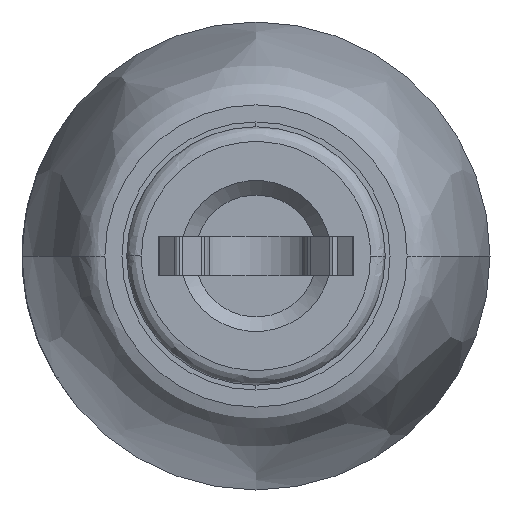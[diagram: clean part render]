
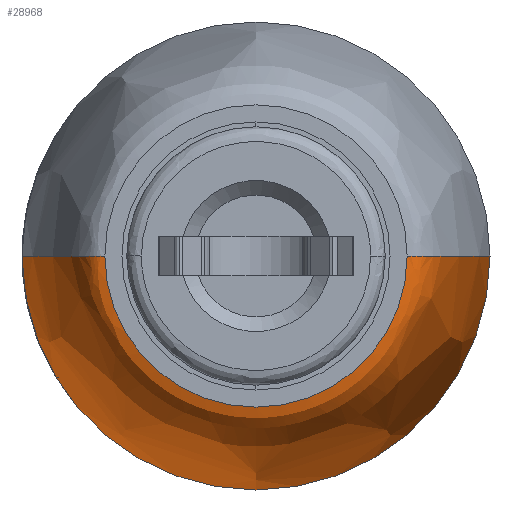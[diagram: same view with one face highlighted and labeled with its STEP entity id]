
A CAD part, left-side view. The second image highlights one B-rep face of the part: STEP entity #28968.
In plain terms, the highlighted free-form (B-spline) face has degree [3, 3] with [6, 4] control points.
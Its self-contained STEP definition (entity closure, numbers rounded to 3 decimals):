
#387 = CARTESIAN_POINT ( 'NONE',  ( 13.822, 0., -4.8 ) ) ;
#452 = ORIENTED_EDGE ( 'NONE', *, *, #20338, .F. ) ;
#572 = CIRCLE ( 'NONE', #31646, 4.8 ) ;
#655 = CARTESIAN_POINT ( 'NONE',  ( 13.822, 4.8, 0. ) ) ;
#1197 = CARTESIAN_POINT ( 'NONE',  ( 13.822, -4.8, 0. ) ) ;
#1431 = CARTESIAN_POINT ( 'NONE',  ( 10.153, -4.759, 0. ) ) ;
#1776 = CARTESIAN_POINT ( 'NONE',  ( 6.753, -4.294, -8.588 ) ) ;
#1788 = DIRECTION ( 'NONE',  ( 0., 0., 1. ) ) ;
#1803 = CARTESIAN_POINT ( 'NONE',  ( 13.822, 0., 0. ) ) ;
#1969 = CARTESIAN_POINT ( 'NONE',  ( 13.398, -4.8, 0. ) ) ;
#2458 = CARTESIAN_POINT ( 'NONE',  ( 6.753, 4.294, 0. ) ) ;
#3914 = FACE_OUTER_BOUND ( 'NONE', #17671, .T. ) ;
#4161 = CARTESIAN_POINT ( 'NONE',  ( 4.822, 3.1, 0. ) ) ;
#4283 = CARTESIAN_POINT ( 'NONE',  ( 10.153, -4.759, -9.518 ) ) ;
#4640 = CARTESIAN_POINT ( 'NONE',  ( 10.153, 4.759, 0. ) ) ;
#4711 = CARTESIAN_POINT ( 'NONE',  ( 4.822, -3.1, 0. ) ) ;
#5324 = VERTEX_POINT ( 'NONE', #655 ) ;
#7343 = DIRECTION ( 'NONE',  ( -1., 0., 0. ) ) ;
#7367 = CARTESIAN_POINT ( 'NONE',  ( 10.153, -4.759, 0. ) ) ;
#7764 = B_SPLINE_CURVE_WITH_KNOTS ( 'NONE', 3,
 ( #29090, #32047, #13194, #2458, #26582, #32282 ),
 .UNSPECIFIED., .F., .F.,
 ( 4, 1, 1, 4 ),
 ( 0., 0.429, 0.529, 1. ),
 .UNSPECIFIED. ) ;
#9548 = CARTESIAN_POINT ( 'NONE',  ( 4.822, -3.71, 0. ) ) ;
#9670 = CARTESIAN_POINT ( 'NONE',  ( 4.822, -3.1, -6.2 ) ) ;
#10052 = DIRECTION ( 'NONE',  ( 0., 0., 1. ) ) ;
#10511 = EDGE_CURVE ( 'NONE', #5324, #33823, #7764, .T. ) ;
#11149 = VERTEX_POINT ( 'NONE', #387 ) ;
#11270 = AXIS2_PLACEMENT_3D ( 'NONE', #31747, #26051, #1788 ) ;
#12563 = CIRCLE ( 'NONE', #35115, 3.1 ) ;
#12597 = CARTESIAN_POINT ( 'NONE',  ( 13.822, -4.8, 0. ) ) ;
#12644 = CARTESIAN_POINT ( 'NONE',  ( 13.398, -4.8, 0. ) ) ;
#12759 = CARTESIAN_POINT ( 'NONE',  ( 13.398, 4.8, 0. ) ) ;
#12897 = VERTEX_POINT ( 'NONE', #1197 ) ;
#13194 = CARTESIAN_POINT ( 'NONE',  ( 10.153, 4.759, 0. ) ) ;
#13250 = CARTESIAN_POINT ( 'NONE',  ( 4.822, -3.1, 0. ) ) ;
#15108 = B_SPLINE_CURVE_WITH_KNOTS ( 'NONE', 3,
 ( #12597, #1969, #7367, #23520, #15666, #4711 ),
 .UNSPECIFIED., .F., .F.,
 ( 4, 1, 1, 4 ),
 ( 0., 0.429, 0.529, 1. ),
 .UNSPECIFIED. ) ;
#15248 = CARTESIAN_POINT ( 'NONE',  ( 13.398, 4.8, -9.6 ) ) ;
#15666 = CARTESIAN_POINT ( 'NONE',  ( 4.822, -3.71, 0. ) ) ;
#17648 = DIRECTION ( 'NONE',  ( 0., 0., 1. ) ) ;
#17671 = EDGE_LOOP ( 'NONE', ( #21579, #35269, #452, #33634, #31925 ) ) ;
#17720 = CARTESIAN_POINT ( 'NONE',  ( 10.153, 4.759, -9.518 ) ) ;
#18202 = CARTESIAN_POINT ( 'NONE',  ( 4.822, 3.71, 0. ) ) ;
#18993 = EDGE_CURVE ( 'NONE', #12897, #26504, #15108, .T. ) ;
#20203 = CIRCLE ( 'NONE', #11270, 4.8 ) ;
#20338 = EDGE_CURVE ( 'NONE', #33823, #26504, #12563, .T. ) ;
#20445 = CARTESIAN_POINT ( 'NONE',  ( 6.753, 4.294, 0. ) ) ;
#20785 = CARTESIAN_POINT ( 'NONE',  ( 6.753, -4.294, 0. ) ) ;
#20878 = EDGE_CURVE ( 'NONE', #11149, #12897, #20203, .T. ) ;
#21579 = ORIENTED_EDGE ( 'NONE', *, *, #20878, .T. ) ;
#23320 = CARTESIAN_POINT ( 'NONE',  ( 13.822, -4.8, -9.6 ) ) ;
#23520 = CARTESIAN_POINT ( 'NONE',  ( 6.753, -4.294, 0. ) ) ;
#23681 = CARTESIAN_POINT ( 'NONE',  ( 4.822, 3.71, -7.421 ) ) ;
#25808 = CARTESIAN_POINT ( 'NONE',  ( 4.822, -3.71, -7.421 ) ) ;
#25916 = CARTESIAN_POINT ( 'NONE',  ( 4.822, 3.1, -6.2 ) ) ;
#26051 = DIRECTION ( 'NONE',  ( -1., 0., 0. ) ) ;
#26300 = DIRECTION ( 'NONE',  ( -1., 0., 0. ) ) ;
#26504 = VERTEX_POINT ( 'NONE', #13250 ) ;
#26582 = CARTESIAN_POINT ( 'NONE',  ( 4.822, 3.71, 0. ) ) ;
#27840 = EDGE_CURVE ( 'NONE', #5324, #11149, #572, .T. ) ;
#28387 =( BOUNDED_SURFACE ( )  B_SPLINE_SURFACE ( 3, 3, ( 
 ( #28887, #34449, #23320, #29005 ),
 ( #12759, #15248, #34093, #12644 ),
 ( #4640, #17720, #4283, #1431 ),
 ( #20445, #34332, #1776, #20785 ),
 ( #18202, #23681, #25808, #9548 ),
 ( #4161, #25916, #9670, #28651 ) ),
 .UNSPECIFIED., .F., .F., .F. ) 
 B_SPLINE_SURFACE_WITH_KNOTS ( ( 4, 1, 1, 4 ),
 ( 4, 4 ),
 ( 0., 0.429, 0.529, 1. ),
 ( 0., 1. ),
 .UNSPECIFIED. ) 
 GEOMETRIC_REPRESENTATION_ITEM ( )  RATIONAL_B_SPLINE_SURFACE ( (
 ( 1., 0.333, 0.333, 1.),
 ( 1., 0.333, 0.333, 1.),
 ( 1., 0.333, 0.333, 1.),
 ( 1., 0.333, 0.333, 1.),
 ( 1., 0.333, 0.333, 1.),
 ( 1., 0.333, 0.333, 1.) ) ) 
 REPRESENTATION_ITEM ( '' )  SURFACE ( )  );
#28651 = CARTESIAN_POINT ( 'NONE',  ( 4.822, -3.1, 0. ) ) ;
#28887 = CARTESIAN_POINT ( 'NONE',  ( 13.822, 4.8, 0. ) ) ;
#28968 = ADVANCED_FACE ( 'NONE', ( #3914 ), #28387, .F. ) ;
#29005 = CARTESIAN_POINT ( 'NONE',  ( 13.822, -4.8, 0. ) ) ;
#29090 = CARTESIAN_POINT ( 'NONE',  ( 13.822, 4.8, 0. ) ) ;
#31187 = CARTESIAN_POINT ( 'NONE',  ( 4.822, 0., 0. ) ) ;
#31646 = AXIS2_PLACEMENT_3D ( 'NONE', #1803, #26300, #10052 ) ;
#31747 = CARTESIAN_POINT ( 'NONE',  ( 13.822, 0., 0. ) ) ;
#31925 = ORIENTED_EDGE ( 'NONE', *, *, #27840, .T. ) ;
#32047 = CARTESIAN_POINT ( 'NONE',  ( 13.398, 4.8, 0. ) ) ;
#32282 = CARTESIAN_POINT ( 'NONE',  ( 4.822, 3.1, 0. ) ) ;
#33634 = ORIENTED_EDGE ( 'NONE', *, *, #10511, .F. ) ;
#33823 = VERTEX_POINT ( 'NONE', #35042 ) ;
#34093 = CARTESIAN_POINT ( 'NONE',  ( 13.398, -4.8, -9.6 ) ) ;
#34332 = CARTESIAN_POINT ( 'NONE',  ( 6.753, 4.294, -8.588 ) ) ;
#34449 = CARTESIAN_POINT ( 'NONE',  ( 13.822, 4.8, -9.6 ) ) ;
#35042 = CARTESIAN_POINT ( 'NONE',  ( 4.822, 3.1, 0. ) ) ;
#35115 = AXIS2_PLACEMENT_3D ( 'NONE', #31187, #7343, #17648 ) ;
#35269 = ORIENTED_EDGE ( 'NONE', *, *, #18993, .T. ) ;
